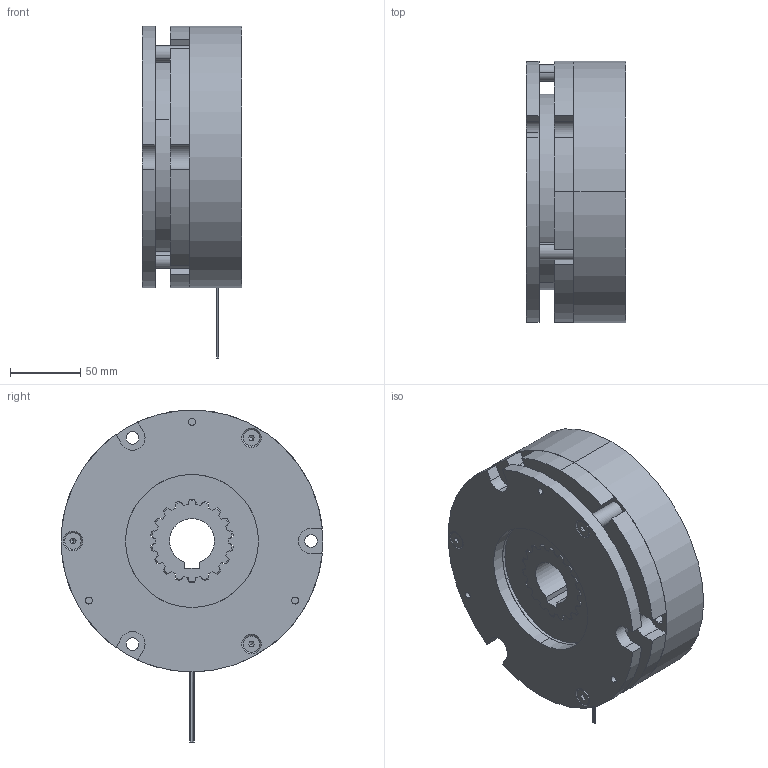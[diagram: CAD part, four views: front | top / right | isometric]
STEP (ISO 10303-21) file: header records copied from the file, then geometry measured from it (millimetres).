
FILE_DESCRIPTION (( 'STEP AP203' ), '1' );
FILE_NAME ('736_TSEB_WebAssy.STEP', '2020-07-15T13:35:16', ( '' ), ( '' ), 'SwSTEP 2.0', 'SolidWorks 2020', '' );
FILE_SCHEMA (( 'CONFIG_CONTROL_DESIGN' ));
Length unit declared in the file: inch
Products named in the file (1): 736_TSEB_WebAssy
Bounding box: 71 x 187 x 237 mm (x, y, z)
Volume: 1577171.9 mm3; surface area: 245982.3 mm2
Topology: 11 solids, 11 shells, 402 faces, 1064 edges, 683 vertices
Faces by surface type: cylinder 244, plane 84, cone 68, torus 6
Entity records: 12824 total; most frequent: CARTESIAN_POINT 2418, DIRECTION 2339, ORIENTED_EDGE 2104, EDGE_CURVE 1052, AXIS2_PLACEMENT_3D 964, VERTEX_POINT 683, CIRCLE 561, EDGE_LOOP 447
